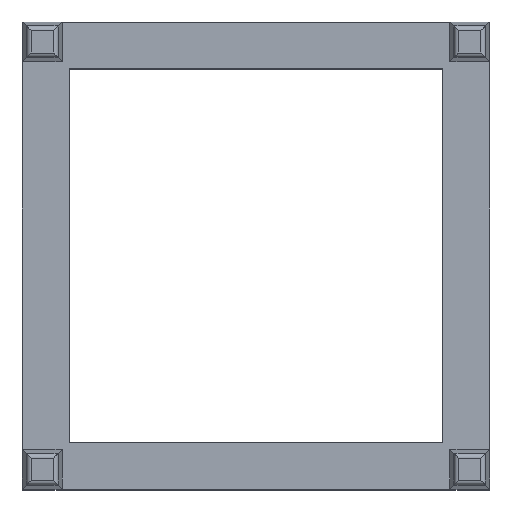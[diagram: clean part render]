
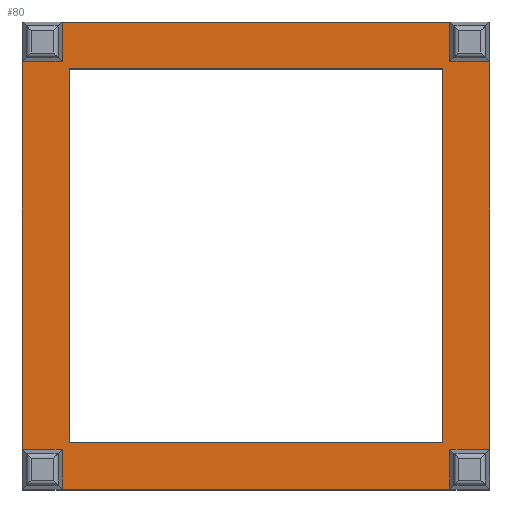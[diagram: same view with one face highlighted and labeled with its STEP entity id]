
A CAD part, top view. The second image highlights one B-rep face of the part: STEP entity #80.
In plain terms, the highlighted planar face has unit normal (0, 0, 1).
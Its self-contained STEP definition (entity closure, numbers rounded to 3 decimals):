
#80=ADVANCED_FACE('',(#350,#352),#354,.T.);
#350=FACE_BOUND('',#351,.T.);
#351=EDGE_LOOP('',(#1017,#1018,#1019,#1020,#1021,#1022,#1023,#1024,#1025,#1026,#1027,
#1028));
#352=FACE_BOUND('',#353,.T.);
#353=EDGE_LOOP('',(#1029,#1030,#1031,#1032));
#354=PLANE('',#355);
#355=AXIS2_PLACEMENT_3D('',#356,#357,#358);
#356=CARTESIAN_POINT('',(0.,0.,100.));
#357=DIRECTION('',(0.,0.,1.));
#358=DIRECTION('',(-1.,0.,0.));
#1017=ORIENTED_EDGE('',*,*,#1431,.F.);
#1018=ORIENTED_EDGE('',*,*,#1432,.T.);
#1019=ORIENTED_EDGE('',*,*,#1433,.F.);
#1020=ORIENTED_EDGE('',*,*,#1434,.F.);
#1021=ORIENTED_EDGE('',*,*,#1400,.T.);
#1022=ORIENTED_EDGE('',*,*,#1435,.F.);
#1023=ORIENTED_EDGE('',*,*,#1436,.F.);
#1024=ORIENTED_EDGE('',*,*,#1437,.T.);
#1025=ORIENTED_EDGE('',*,*,#1438,.F.);
#1026=ORIENTED_EDGE('',*,*,#1439,.F.);
#1027=ORIENTED_EDGE('',*,*,#1410,.T.);
#1028=ORIENTED_EDGE('',*,*,#1440,.F.);
#1029=ORIENTED_EDGE('',*,*,#1414,.T.);
#1030=ORIENTED_EDGE('',*,*,#1371,.T.);
#1031=ORIENTED_EDGE('',*,*,#1418,.T.);
#1032=ORIENTED_EDGE('',*,*,#1355,.T.);
#1355=EDGE_CURVE('',#1596,#1594,#1597,.F.);
#1371=EDGE_CURVE('',#1624,#1622,#1625,.F.);
#1400=EDGE_CURVE('',#1668,#1666,#1669,.T.);
#1410=EDGE_CURVE('',#1688,#1686,#1689,.T.);
#1414=EDGE_CURVE('',#1594,#1624,#1694,.F.);
#1418=EDGE_CURVE('',#1622,#1596,#1698,.F.);
#1431=EDGE_CURVE('',#1719,#1720,#1721,.T.);
#1432=EDGE_CURVE('',#1719,#1722,#1723,.T.);
#1433=EDGE_CURVE('',#1724,#1722,#1725,.T.);
#1434=EDGE_CURVE('',#1668,#1724,#1726,.T.);
#1435=EDGE_CURVE('',#1727,#1666,#1728,.T.);
#1436=EDGE_CURVE('',#1729,#1727,#1730,.T.);
#1437=EDGE_CURVE('',#1729,#1731,#1732,.T.);
#1438=EDGE_CURVE('',#1733,#1731,#1734,.T.);
#1439=EDGE_CURVE('',#1688,#1733,#1735,.T.);
#1440=EDGE_CURVE('',#1720,#1686,#1736,.T.);
#1594=VERTEX_POINT('',#1972);
#1596=VERTEX_POINT('',#1976);
#1597=LINE('',#1977,#1978);
#1622=VERTEX_POINT('',#2032);
#1624=VERTEX_POINT('',#2036);
#1625=LINE('',#2037,#2038);
#1666=VERTEX_POINT('',#2134);
#1668=VERTEX_POINT('',#2138);
#1669=LINE('',#2139,#2140);
#1686=VERTEX_POINT('',#2174);
#1688=VERTEX_POINT('',#2178);
#1689=LINE('',#2179,#2180);
#1694=LINE('',#2192,#2193);
#1698=LINE('',#2204,#2205);
#1719=VERTEX_POINT('',#2251);
#1720=VERTEX_POINT('',#2252);
#1721=LINE('',#2253,#2254);
#1722=VERTEX_POINT('',#2256);
#1723=LINE('',#2257,#2258);
#1724=VERTEX_POINT('',#2260);
#1725=LINE('',#2261,#2262);
#1726=LINE('',#2264,#2265);
#1727=VERTEX_POINT('',#2267);
#1728=LINE('',#2268,#2269);
#1729=VERTEX_POINT('',#2271);
#1730=LINE('',#2272,#2273);
#1731=VERTEX_POINT('',#2275);
#1732=LINE('',#2276,#2277);
#1733=VERTEX_POINT('',#2279);
#1734=LINE('',#2280,#2281);
#1735=LINE('',#2283,#2284);
#1736=LINE('',#2286,#2287);
#1972=CARTESIAN_POINT('',(40.,-40.,100.));
#1976=CARTESIAN_POINT('',(40.,40.,100.));
#1977=CARTESIAN_POINT('',(40.,-40.,100.));
#1978=VECTOR('',#1979,1.);
#1979=DIRECTION('',(0.,1.,0.));
#2032=CARTESIAN_POINT('',(-40.,40.,100.));
#2036=CARTESIAN_POINT('',(-40.,-40.,100.));
#2037=CARTESIAN_POINT('',(-40.,40.,100.));
#2038=VECTOR('',#2039,1.);
#2039=DIRECTION('',(0.,-1.,0.));
#2134=CARTESIAN_POINT('',(41.5,-50.,100.));
#2138=CARTESIAN_POINT('',(-41.5,-50.,100.));
#2139=CARTESIAN_POINT('',(-41.5,-50.,100.));
#2140=VECTOR('',#2141,1.);
#2141=DIRECTION('',(1.,0.,0.));
#2174=CARTESIAN_POINT('',(-41.5,50.,100.));
#2178=CARTESIAN_POINT('',(41.5,50.,100.));
#2179=CARTESIAN_POINT('',(41.5,50.,100.));
#2180=VECTOR('',#2181,1.);
#2181=DIRECTION('',(-1.,0.,0.));
#2192=CARTESIAN_POINT('',(-40.,-40.,100.));
#2193=VECTOR('',#2194,1.);
#2194=DIRECTION('',(1.,0.,0.));
#2204=CARTESIAN_POINT('',(40.,40.,100.));
#2205=VECTOR('',#2206,1.);
#2206=DIRECTION('',(-1.,0.,0.));
#2251=CARTESIAN_POINT('',(-50.,41.5,100.));
#2252=CARTESIAN_POINT('',(-41.5,41.5,100.));
#2253=CARTESIAN_POINT('',(-50.,41.5,100.));
#2254=VECTOR('',#2255,1.);
#2255=DIRECTION('',(1.,0.,0.));
#2256=CARTESIAN_POINT('',(-50.,-41.5,100.));
#2257=CARTESIAN_POINT('',(-50.,41.5,100.));
#2258=VECTOR('',#2259,1.);
#2259=DIRECTION('',(0.,-1.,0.));
#2260=CARTESIAN_POINT('',(-41.5,-41.5,100.));
#2261=CARTESIAN_POINT('',(-41.5,-41.5,100.));
#2262=VECTOR('',#2263,1.);
#2263=DIRECTION('',(-1.,0.,0.));
#2264=CARTESIAN_POINT('',(-41.5,-50.,100.));
#2265=VECTOR('',#2266,1.);
#2266=DIRECTION('',(0.,1.,0.));
#2267=CARTESIAN_POINT('',(41.5,-41.5,100.));
#2268=CARTESIAN_POINT('',(41.5,-41.5,100.));
#2269=VECTOR('',#2270,1.);
#2270=DIRECTION('',(0.,-1.,0.));
#2271=CARTESIAN_POINT('',(50.,-41.5,100.));
#2272=CARTESIAN_POINT('',(50.,-41.5,100.));
#2273=VECTOR('',#2274,1.);
#2274=DIRECTION('',(-1.,0.,0.));
#2275=CARTESIAN_POINT('',(50.,41.5,100.));
#2276=CARTESIAN_POINT('',(50.,-41.5,100.));
#2277=VECTOR('',#2278,1.);
#2278=DIRECTION('',(0.,1.,0.));
#2279=CARTESIAN_POINT('',(41.5,41.5,100.));
#2280=CARTESIAN_POINT('',(41.5,41.5,100.));
#2281=VECTOR('',#2282,1.);
#2282=DIRECTION('',(1.,0.,0.));
#2283=CARTESIAN_POINT('',(41.5,50.,100.));
#2284=VECTOR('',#2285,1.);
#2285=DIRECTION('',(0.,-1.,0.));
#2286=CARTESIAN_POINT('',(-41.5,41.5,100.));
#2287=VECTOR('',#2288,1.);
#2288=DIRECTION('',(0.,1.,0.));
